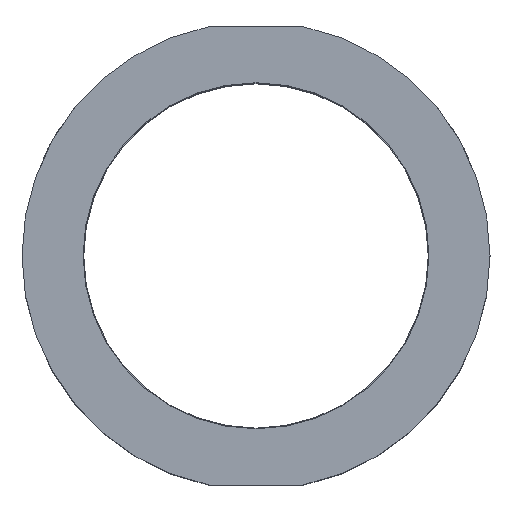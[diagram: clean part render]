
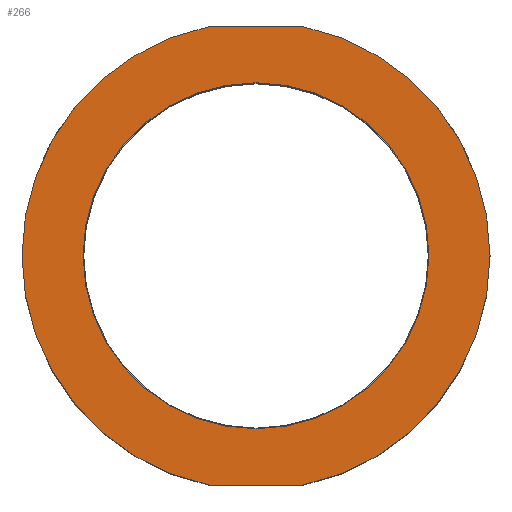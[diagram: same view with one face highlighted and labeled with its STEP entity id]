
A CAD part, top view. The second image highlights one B-rep face of the part: STEP entity #266.
In plain terms, the highlighted planar face has unit normal (0, 0, 1).
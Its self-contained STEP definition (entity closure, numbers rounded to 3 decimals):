
#13 = EDGE_CURVE ( 'NONE', #351, #424, #192, .T. ) ;
#41 = DIRECTION ( 'NONE',  ( 0., 0., -1. ) ) ;
#65 = DIRECTION ( 'NONE',  ( -1., 0., 0. ) ) ;
#131 = DIRECTION ( 'NONE',  ( 0., 0., -1. ) ) ;
#141 = DIRECTION ( 'NONE',  ( 1., 0., 0. ) ) ;
#163 = DIRECTION ( 'NONE',  ( 0., 0., -1. ) ) ;
#185 = EDGE_CURVE ( 'NONE', #978, #191, #933, .T. ) ;
#191 = VERTEX_POINT ( 'NONE', #902 ) ;
#192 = LINE ( 'NONE', #1303, #1008 ) ;
#209 = EDGE_LOOP ( 'NONE', ( #680, #592 ) ) ;
#227 = CIRCLE ( 'NONE', #967, 25.5 ) ;
#248 = EDGE_CURVE ( 'NONE', #351, #1033, #1105, .T. ) ;
#266 = ADVANCED_FACE ( 'NONE', ( #1204, #843 ), #1296, .F. ) ;
#351 = VERTEX_POINT ( 'NONE', #548 ) ;
#379 = CARTESIAN_POINT ( 'NONE',  ( 34.5, -33.8, 19. ) ) ;
#396 = ORIENTED_EDGE ( 'NONE', *, *, #13, .T. ) ;
#406 = CARTESIAN_POINT ( 'NONE',  ( 25.5, 0., 19. ) ) ;
#414 = AXIS2_PLACEMENT_3D ( 'NONE', #1407, #1401, #65 ) ;
#424 = VERTEX_POINT ( 'NONE', #821 ) ;
#435 = ORIENTED_EDGE ( 'NONE', *, *, #248, .F. ) ;
#446 = LINE ( 'NONE', #379, #1383 ) ;
#479 = AXIS2_PLACEMENT_3D ( 'NONE', #1157, #727, #802 ) ;
#490 = ORIENTED_EDGE ( 'NONE', *, *, #747, .T. ) ;
#521 = AXIS2_PLACEMENT_3D ( 'NONE', #720, #131, #901 ) ;
#525 = CARTESIAN_POINT ( 'NONE',  ( 0., 0., 19. ) ) ;
#548 = CARTESIAN_POINT ( 'NONE',  ( 6.914, 33.8, 19. ) ) ;
#592 = ORIENTED_EDGE ( 'NONE', *, *, #185, .T. ) ;
#643 = ORIENTED_EDGE ( 'NONE', *, *, #1431, .F. ) ;
#680 = ORIENTED_EDGE ( 'NONE', *, *, #946, .T. ) ;
#720 = CARTESIAN_POINT ( 'NONE',  ( 0., 0., 19. ) ) ;
#727 = DIRECTION ( 'NONE',  ( 0., 0., -1. ) ) ;
#747 = EDGE_CURVE ( 'NONE', #1056, #1033, #446, .T. ) ;
#794 = CARTESIAN_POINT ( 'NONE',  ( 6.914, -33.8, 19. ) ) ;
#801 = CARTESIAN_POINT ( 'NONE',  ( -6.914, -33.8, 19. ) ) ;
#802 = DIRECTION ( 'NONE',  ( -1., 0., 0. ) ) ;
#821 = CARTESIAN_POINT ( 'NONE',  ( -6.914, 33.8, 19. ) ) ;
#843 = FACE_BOUND ( 'NONE', #209, .T. ) ;
#849 = DIRECTION ( 'NONE',  ( -1., 0., 0. ) ) ;
#852 = DIRECTION ( 'NONE',  ( 0., 0., -1. ) ) ;
#874 = AXIS2_PLACEMENT_3D ( 'NONE', #1414, #852, #1394 ) ;
#894 = AXIS2_PLACEMENT_3D ( 'NONE', #1125, #41, #1024 ) ;
#901 = DIRECTION ( 'NONE',  ( -1., 0., 0. ) ) ;
#902 = CARTESIAN_POINT ( 'NONE',  ( -25.5, 0., 19. ) ) ;
#933 = CIRCLE ( 'NONE', #479, 25.5 ) ;
#946 = EDGE_CURVE ( 'NONE', #191, #978, #227, .T. ) ;
#957 = EDGE_LOOP ( 'NONE', ( #643, #490, #435, #396, #1074 ) ) ;
#967 = AXIS2_PLACEMENT_3D ( 'NONE', #525, #163, #849 ) ;
#978 = VERTEX_POINT ( 'NONE', #406 ) ;
#1008 = VECTOR ( 'NONE', #1405, 1000. ) ;
#1024 = DIRECTION ( 'NONE',  ( -1., 0., 0. ) ) ;
#1033 = VERTEX_POINT ( 'NONE', #794 ) ;
#1056 = VERTEX_POINT ( 'NONE', #801 ) ;
#1074 = ORIENTED_EDGE ( 'NONE', *, *, #1438, .F. ) ;
#1105 = CIRCLE ( 'NONE', #874, 34.5 ) ;
#1113 = CARTESIAN_POINT ( 'NONE',  ( -34.5, 0., 19. ) ) ;
#1125 = CARTESIAN_POINT ( 'NONE',  ( 0., 0., 19. ) ) ;
#1157 = CARTESIAN_POINT ( 'NONE',  ( 0., 0., 19. ) ) ;
#1203 = VERTEX_POINT ( 'NONE', #1113 ) ;
#1204 = FACE_OUTER_BOUND ( 'NONE', #957, .T. ) ;
#1252 = CIRCLE ( 'NONE', #894, 34.5 ) ;
#1296 = PLANE ( 'NONE',  #414 ) ;
#1303 = CARTESIAN_POINT ( 'NONE',  ( 34.5, 33.8, 19. ) ) ;
#1316 = CIRCLE ( 'NONE', #521, 34.5 ) ;
#1383 = VECTOR ( 'NONE', #141, 1000. ) ;
#1394 = DIRECTION ( 'NONE',  ( -1., 0., 0. ) ) ;
#1401 = DIRECTION ( 'NONE',  ( 0., 0., -1. ) ) ;
#1405 = DIRECTION ( 'NONE',  ( -1., 0., 0. ) ) ;
#1407 = CARTESIAN_POINT ( 'NONE',  ( 34.5, 0., 19. ) ) ;
#1414 = CARTESIAN_POINT ( 'NONE',  ( 0., 0., 19. ) ) ;
#1431 = EDGE_CURVE ( 'NONE', #1056, #1203, #1316, .T. ) ;
#1438 = EDGE_CURVE ( 'NONE', #1203, #424, #1252, .T. ) ;
